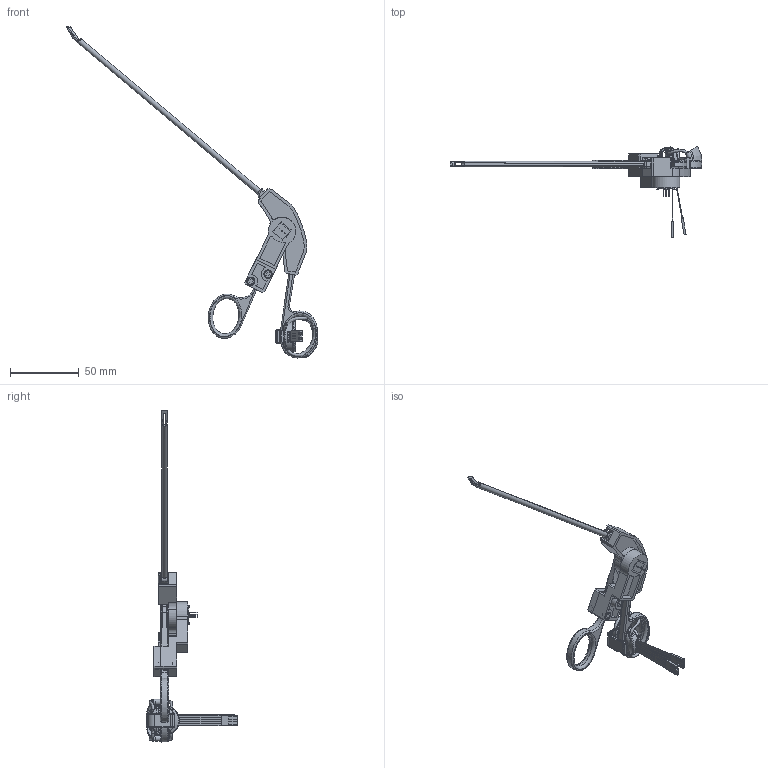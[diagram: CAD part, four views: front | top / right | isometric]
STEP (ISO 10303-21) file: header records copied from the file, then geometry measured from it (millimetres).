
FILE_DESCRIPTION(/* description */ (''),/* implementation_level */ '2;1');
FILE_NAME(/* name */ 'FINGER_DEVICE_CONCEPT_1_27052021.stp',/* time_stamp */ '2021-05-27T14:17:22+02:00',/* author */ (''),/* organization */ (''),/* preprocessor_version */ 'ST-DEVELOPER v16.7',/* originating_system */ 'SIEMENS PLM Software NX 1911',/* authorisation */ '');
FILE_SCHEMA (('AUTOMOTIVE_DESIGN { 1 0 10303 214 3 1 1 1 }'));
Length unit declared in the file: millimetre
Products named in the file (20): FSR_TOP; FSR_BASE; POTMETER_FRAME_3; bolt_din912_m3x12; POTMETER_FRAME_2; POTMETER_FRAME_1; ACUFEX_TRIGGER; ACUFEX_PUNCH_MAIN_BODY; Strap; Rope_attachment; FSR07_THUMB_ADAPTER_TOP; FSR07_thumb_adapter; FSR07CE; COM-09806_Potentiometer; hand_import; FINGER_SENSING_ASSEMBLY_REV_B; Potmeter_assembly; ACUFEX_1_5mm_UPBITER_PUNCH_7207735; FINGER_SENSING_ASSEMBLY_FSR; FINGER_DEVICE_CONCEPT_1
Assembly tree (22 placements, depth 3):
  FINGER_DEVICE_CONCEPT_1
    FINGER_SENSING_ASSEMBLY_FSR
      FSR07CE
      FSR07_thumb_adapter
      FSR07_THUMB_ADAPTER_TOP
      Rope_attachment
      Strap
    hand_import
    ACUFEX_1_5mm_UPBITER_PUNCH_7207735
      ACUFEX_PUNCH_MAIN_BODY
      ACUFEX_TRIGGER
    COM-09806_Potentiometer
    Potmeter_assembly
      COM-09806_Potentiometer
      POTMETER_FRAME_1
      POTMETER_FRAME_2
      bolt_din912_m3x12  x2
      POTMETER_FRAME_3
    FINGER_SENSING_ASSEMBLY_REV_B
      FSR07CE
      FSR_BASE
      FSR_TOP
Bounding box: 182.8 x 66.16 x 240.94 mm (x, y, z)
Volume: 31631.5 mm3; surface area: 32569.3 mm2
Topology: 17 solids, 17 shells, 992 faces, 2463 edges, 1516 vertices
Faces by surface type: plane 476, cylinder 194, cone 120, bspline 100, torus 90, revolution 6, extrusion 4, sphere 2
Full cylindrical faces by diameter (mm): 0.5 x6, 3 x46, 3.2 x4, 3.65 x2, 4 x2, 5.5 x2, 6 x6, 14.7 x2, 17 x1, 18 x2, 19 x2, 22 x1
Entity records: 27239 total; most frequent: CARTESIAN_POINT 9309, DIRECTION 3459, ORIENTED_EDGE 3450, EDGE_CURVE 1725, AXIS2_PLACEMENT_3D 1284, VERTEX_POINT 1152, EDGE_LOOP 939, VECTOR 885
